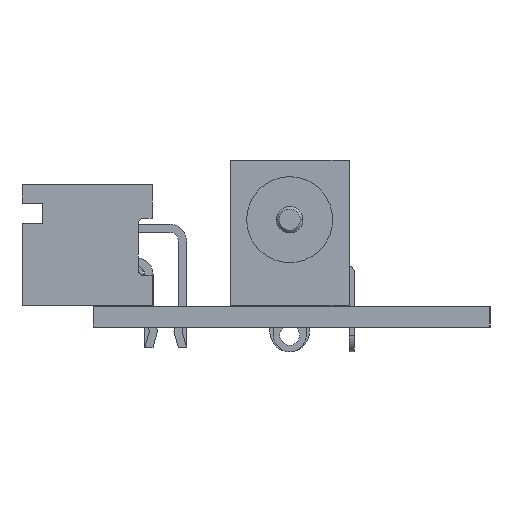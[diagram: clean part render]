
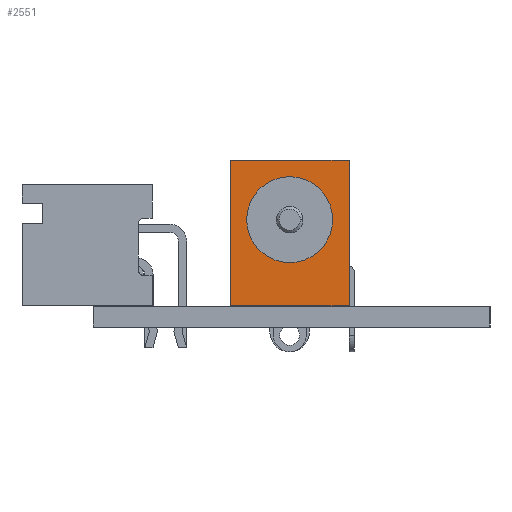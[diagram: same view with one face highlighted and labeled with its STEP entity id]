
A CAD part, left-side view. The second image highlights one B-rep face of the part: STEP entity #2551.
In plain terms, the highlighted face is planar.
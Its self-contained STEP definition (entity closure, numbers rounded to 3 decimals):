
#190 = VERTEX_POINT('',#191);
#191 = CARTESIAN_POINT('',(0.,0.,-3.25));
#198 = CYLINDRICAL_SURFACE('',#199,3.25);
#199 = AXIS2_PLACEMENT_3D('',#200,#201,#202);
#200 = CARTESIAN_POINT('',(-7.,0.,0.));
#201 = DIRECTION('',(1.,0.,0.));
#202 = DIRECTION('',(0.,0.,-1.));
#210 = CYLINDRICAL_SURFACE('',#211,3.25);
#211 = AXIS2_PLACEMENT_3D('',#212,#213,#214);
#212 = CARTESIAN_POINT('',(-7.,0.,0.));
#213 = DIRECTION('',(1.,0.,0.));
#214 = DIRECTION('',(0.,0.,-1.));
#222 = EDGE_CURVE('',#223,#190,#225,.T.);
#223 = VERTEX_POINT('',#224);
#224 = CARTESIAN_POINT('',(0.,0.,3.25));
#225 = SURFACE_CURVE('',#226,(#231,#238),.PCURVE_S1.);
#226 = CIRCLE('',#227,3.25);
#227 = AXIS2_PLACEMENT_3D('',#228,#229,#230);
#228 = CARTESIAN_POINT('',(0.,0.,0.));
#229 = DIRECTION('',(1.,0.,0.));
#230 = DIRECTION('',(0.,0.,-1.));
#231 = PCURVE('',#198,#232);
#232 = DEFINITIONAL_REPRESENTATION('',(#233),#237);
#233 = LINE('',#234,#235);
#234 = CARTESIAN_POINT('',(0.,7.));
#235 = VECTOR('',#236,1.);
#236 = DIRECTION('',(1.,0.));
#237 = ( GEOMETRIC_REPRESENTATION_CONTEXT(2) 
PARAMETRIC_REPRESENTATION_CONTEXT() REPRESENTATION_CONTEXT('2D SPACE',''
  ) );
#238 = PCURVE('',#239,#244);
#239 = PLANE('',#240);
#240 = AXIS2_PLACEMENT_3D('',#241,#242,#243);
#241 = CARTESIAN_POINT('',(0.,-6.5,4.5));
#242 = DIRECTION('',(1.,0.,0.));
#243 = DIRECTION('',(0.,0.,-1.));
#244 = DEFINITIONAL_REPRESENTATION('',(#245),#249);
#245 = CIRCLE('',#246,3.25);
#246 = AXIS2_PLACEMENT_2D('',#247,#248);
#247 = CARTESIAN_POINT('',(4.5,6.5));
#248 = DIRECTION('',(1.,0.));
#249 = ( GEOMETRIC_REPRESENTATION_CONTEXT(2) 
PARAMETRIC_REPRESENTATION_CONTEXT() REPRESENTATION_CONTEXT('2D SPACE',''
  ) );
#944 = EDGE_CURVE('',#190,#223,#945,.T.);
#945 = SURFACE_CURVE('',#946,(#951,#958),.PCURVE_S1.);
#946 = CIRCLE('',#947,3.25);
#947 = AXIS2_PLACEMENT_3D('',#948,#949,#950);
#948 = CARTESIAN_POINT('',(0.,0.,0.));
#949 = DIRECTION('',(1.,0.,0.));
#950 = DIRECTION('',(0.,0.,-1.));
#951 = PCURVE('',#210,#952);
#952 = DEFINITIONAL_REPRESENTATION('',(#953),#957);
#953 = LINE('',#954,#955);
#954 = CARTESIAN_POINT('',(0.,7.));
#955 = VECTOR('',#956,1.);
#956 = DIRECTION('',(1.,0.));
#957 = ( GEOMETRIC_REPRESENTATION_CONTEXT(2) 
PARAMETRIC_REPRESENTATION_CONTEXT() REPRESENTATION_CONTEXT('2D SPACE',''
  ) );
#958 = PCURVE('',#239,#959);
#959 = DEFINITIONAL_REPRESENTATION('',(#960),#964);
#960 = CIRCLE('',#961,3.25);
#961 = AXIS2_PLACEMENT_2D('',#962,#963);
#962 = CARTESIAN_POINT('',(4.5,6.5));
#963 = DIRECTION('',(1.,0.));
#964 = ( GEOMETRIC_REPRESENTATION_CONTEXT(2) 
PARAMETRIC_REPRESENTATION_CONTEXT() REPRESENTATION_CONTEXT('2D SPACE',''
  ) );
#1044 = PLANE('',#1045);
#1045 = AXIS2_PLACEMENT_3D('',#1046,#1047,#1048);
#1046 = CARTESIAN_POINT('',(-14.4,4.5,4.5));
#1047 = DIRECTION('',(0.,0.,1.));
#1048 = DIRECTION('',(0.,-1.,0.));
#1072 = PLANE('',#1073);
#1073 = AXIS2_PLACEMENT_3D('',#1074,#1075,#1076);
#1074 = CARTESIAN_POINT('',(-14.4,-6.5,4.5));
#1075 = DIRECTION('',(0.,-1.,0.));
#1076 = DIRECTION('',(0.,0.,-1.));
#1435 = PLANE('',#1436);
#1436 = AXIS2_PLACEMENT_3D('',#1437,#1438,#1439);
#1437 = CARTESIAN_POINT('',(-14.4,4.5,-4.5));
#1438 = DIRECTION('',(0.,0.,-1.));
#1439 = DIRECTION('',(0.,1.,0.));
#1471 = VERTEX_POINT('',#1472);
#1472 = CARTESIAN_POINT('',(0.,-6.5,-4.5));
#1493 = EDGE_CURVE('',#1494,#1471,#1496,.T.);
#1494 = VERTEX_POINT('',#1495);
#1495 = CARTESIAN_POINT('',(0.,-6.5,4.5));
#1496 = SURFACE_CURVE('',#1497,(#1501,#1508),.PCURVE_S1.);
#1497 = LINE('',#1498,#1499);
#1498 = CARTESIAN_POINT('',(0.,-6.5,4.5));
#1499 = VECTOR('',#1500,1.);
#1500 = DIRECTION('',(0.,0.,-1.));
#1501 = PCURVE('',#1072,#1502);
#1502 = DEFINITIONAL_REPRESENTATION('',(#1503),#1507);
#1503 = LINE('',#1504,#1505);
#1504 = CARTESIAN_POINT('',(0.,14.4));
#1505 = VECTOR('',#1506,1.);
#1506 = DIRECTION('',(1.,0.));
#1507 = ( GEOMETRIC_REPRESENTATION_CONTEXT(2) 
PARAMETRIC_REPRESENTATION_CONTEXT() REPRESENTATION_CONTEXT('2D SPACE',''
  ) );
#1508 = PCURVE('',#239,#1509);
#1509 = DEFINITIONAL_REPRESENTATION('',(#1510),#1514);
#1510 = LINE('',#1511,#1512);
#1511 = CARTESIAN_POINT('',(0.,0.));
#1512 = VECTOR('',#1513,1.);
#1513 = DIRECTION('',(1.,0.));
#1514 = ( GEOMETRIC_REPRESENTATION_CONTEXT(2) 
PARAMETRIC_REPRESENTATION_CONTEXT() REPRESENTATION_CONTEXT('2D SPACE',''
  ) );
#2162 = VERTEX_POINT('',#2163);
#2163 = CARTESIAN_POINT('',(0.,4.5,-4.5));
#2177 = PLANE('',#2178);
#2178 = AXIS2_PLACEMENT_3D('',#2179,#2180,#2181);
#2179 = CARTESIAN_POINT('',(-14.4,4.5,4.5));
#2180 = DIRECTION('',(0.,1.,0.));
#2181 = DIRECTION('',(0.,0.,1.));
#2189 = EDGE_CURVE('',#1471,#2162,#2190,.T.);
#2190 = SURFACE_CURVE('',#2191,(#2195,#2202),.PCURVE_S1.);
#2191 = LINE('',#2192,#2193);
#2192 = CARTESIAN_POINT('',(0.,4.5,-4.5));
#2193 = VECTOR('',#2194,1.);
#2194 = DIRECTION('',(0.,1.,0.));
#2195 = PCURVE('',#1435,#2196);
#2196 = DEFINITIONAL_REPRESENTATION('',(#2197),#2201);
#2197 = LINE('',#2198,#2199);
#2198 = CARTESIAN_POINT('',(0.,14.4));
#2199 = VECTOR('',#2200,1.);
#2200 = DIRECTION('',(1.,0.));
#2201 = ( GEOMETRIC_REPRESENTATION_CONTEXT(2) 
PARAMETRIC_REPRESENTATION_CONTEXT() REPRESENTATION_CONTEXT('2D SPACE',''
  ) );
#2202 = PCURVE('',#239,#2203);
#2203 = DEFINITIONAL_REPRESENTATION('',(#2204),#2208);
#2204 = LINE('',#2205,#2206);
#2205 = CARTESIAN_POINT('',(9.,11.));
#2206 = VECTOR('',#2207,1.);
#2207 = DIRECTION('',(0.,1.));
#2208 = ( GEOMETRIC_REPRESENTATION_CONTEXT(2) 
PARAMETRIC_REPRESENTATION_CONTEXT() REPRESENTATION_CONTEXT('2D SPACE',''
  ) );
#2237 = VERTEX_POINT('',#2238);
#2238 = CARTESIAN_POINT('',(0.,4.5,4.5));
#2259 = EDGE_CURVE('',#2162,#2237,#2260,.T.);
#2260 = SURFACE_CURVE('',#2261,(#2265,#2272),.PCURVE_S1.);
#2261 = LINE('',#2262,#2263);
#2262 = CARTESIAN_POINT('',(0.,4.5,4.5));
#2263 = VECTOR('',#2264,1.);
#2264 = DIRECTION('',(0.,0.,1.));
#2265 = PCURVE('',#2177,#2266);
#2266 = DEFINITIONAL_REPRESENTATION('',(#2267),#2271);
#2267 = LINE('',#2268,#2269);
#2268 = CARTESIAN_POINT('',(0.,14.4));
#2269 = VECTOR('',#2270,1.);
#2270 = DIRECTION('',(1.,0.));
#2271 = ( GEOMETRIC_REPRESENTATION_CONTEXT(2) 
PARAMETRIC_REPRESENTATION_CONTEXT() REPRESENTATION_CONTEXT('2D SPACE',''
  ) );
#2272 = PCURVE('',#239,#2273);
#2273 = DEFINITIONAL_REPRESENTATION('',(#2274),#2278);
#2274 = LINE('',#2275,#2276);
#2275 = CARTESIAN_POINT('',(0.,11.));
#2276 = VECTOR('',#2277,1.);
#2277 = DIRECTION('',(-1.,0.));
#2278 = ( GEOMETRIC_REPRESENTATION_CONTEXT(2) 
PARAMETRIC_REPRESENTATION_CONTEXT() REPRESENTATION_CONTEXT('2D SPACE',''
  ) );
#2287 = EDGE_CURVE('',#2237,#1494,#2288,.T.);
#2288 = SURFACE_CURVE('',#2289,(#2293,#2300),.PCURVE_S1.);
#2289 = LINE('',#2290,#2291);
#2290 = CARTESIAN_POINT('',(0.,4.5,4.5));
#2291 = VECTOR('',#2292,1.);
#2292 = DIRECTION('',(0.,-1.,0.));
#2293 = PCURVE('',#1044,#2294);
#2294 = DEFINITIONAL_REPRESENTATION('',(#2295),#2299);
#2295 = LINE('',#2296,#2297);
#2296 = CARTESIAN_POINT('',(0.,14.4));
#2297 = VECTOR('',#2298,1.);
#2298 = DIRECTION('',(1.,0.));
#2299 = ( GEOMETRIC_REPRESENTATION_CONTEXT(2) 
PARAMETRIC_REPRESENTATION_CONTEXT() REPRESENTATION_CONTEXT('2D SPACE',''
  ) );
#2300 = PCURVE('',#239,#2301);
#2301 = DEFINITIONAL_REPRESENTATION('',(#2302),#2306);
#2302 = LINE('',#2303,#2304);
#2303 = CARTESIAN_POINT('',(0.,11.));
#2304 = VECTOR('',#2305,1.);
#2305 = DIRECTION('',(0.,-1.));
#2306 = ( GEOMETRIC_REPRESENTATION_CONTEXT(2) 
PARAMETRIC_REPRESENTATION_CONTEXT() REPRESENTATION_CONTEXT('2D SPACE',''
  ) );
#2551 = ADVANCED_FACE('',(#2552,#2556),#239,.T.);
#2552 = FACE_BOUND('',#2553,.T.);
#2553 = EDGE_LOOP('',(#2554,#2555));
#2554 = ORIENTED_EDGE('',*,*,#944,.F.);
#2555 = ORIENTED_EDGE('',*,*,#222,.F.);
#2556 = FACE_BOUND('',#2557,.T.);
#2557 = EDGE_LOOP('',(#2558,#2559,#2560,#2561));
#2558 = ORIENTED_EDGE('',*,*,#2287,.T.);
#2559 = ORIENTED_EDGE('',*,*,#1493,.T.);
#2560 = ORIENTED_EDGE('',*,*,#2189,.T.);
#2561 = ORIENTED_EDGE('',*,*,#2259,.T.);
